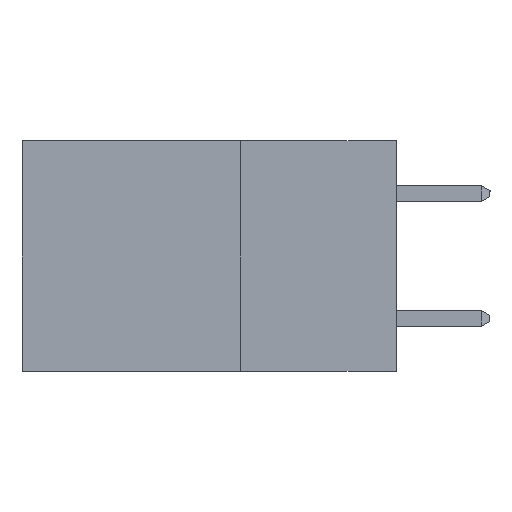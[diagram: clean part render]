
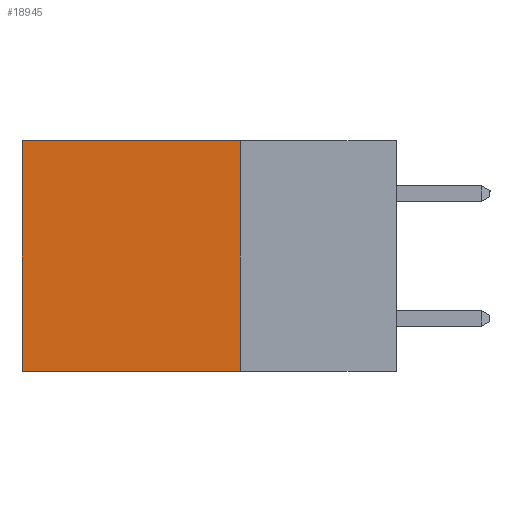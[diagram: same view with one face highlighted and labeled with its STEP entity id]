
A CAD part, left-side view. The second image highlights one B-rep face of the part: STEP entity #18945.
In plain terms, the highlighted planar face has unit normal (-1, 0, 0).
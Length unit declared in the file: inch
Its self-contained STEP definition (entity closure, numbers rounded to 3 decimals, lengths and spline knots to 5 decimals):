
#93 = LINE ( 'NONE', #12457, #5724 ) ;
#116 = DIRECTION ( 'NONE',  ( 0., 0., -1. ) ) ;
#1985 = CARTESIAN_POINT ( 'NONE',  ( 0.2615, 0.6, 0. ) ) ;
#2421 = DIRECTION ( 'NONE',  ( 0., 1., 0. ) ) ;
#2562 = VECTOR ( 'NONE', #9195, 39.37008 ) ;
#3385 = VERTEX_POINT ( 'NONE', #1985 ) ;
#4892 = EDGE_LOOP ( 'NONE', ( #21933, #19964, #25062, #10062 ) ) ;
#5171 = CARTESIAN_POINT ( 'NONE',  ( 0.2615, 0.25, 0. ) ) ;
#5614 = CARTESIAN_POINT ( 'NONE',  ( 0.2615, 0.6, -0.37 ) ) ;
#5724 = VECTOR ( 'NONE', #8461, 39.37008 ) ;
#7509 = LINE ( 'NONE', #5614, #2562 ) ;
#7618 = CARTESIAN_POINT ( 'NONE',  ( 0.2615, 0.25, -0.37 ) ) ;
#8461 = DIRECTION ( 'NONE',  ( 0., 1., 0. ) ) ;
#8990 = CARTESIAN_POINT ( 'NONE',  ( 0.2615, 0.25, -0.37 ) ) ;
#9195 = DIRECTION ( 'NONE',  ( 0., 0., -1. ) ) ;
#9843 = EDGE_CURVE ( 'NONE', #16392, #3385, #93, .T. ) ;
#10062 = ORIENTED_EDGE ( 'NONE', *, *, #9843, .T. ) ;
#10695 = FACE_OUTER_BOUND ( 'NONE', #4892, .T. ) ;
#12172 = LINE ( 'NONE', #7618, #25675 ) ;
#12457 = CARTESIAN_POINT ( 'NONE',  ( 0.2615, 0.25, 0. ) ) ;
#14655 = VECTOR ( 'NONE', #2421, 39.37008 ) ;
#16392 = VERTEX_POINT ( 'NONE', #5171 ) ;
#18151 = AXIS2_PLACEMENT_3D ( 'NONE', #26851, #26991, #116 ) ;
#18509 = PLANE ( 'NONE',  #18151 ) ;
#18945 = ADVANCED_FACE ( 'NONE', ( #10695 ), #18509, .F. ) ;
#19485 = EDGE_CURVE ( 'NONE', #20218, #26481, #25436, .T. ) ;
#19964 = ORIENTED_EDGE ( 'NONE', *, *, #19485, .F. ) ;
#20218 = VERTEX_POINT ( 'NONE', #23029 ) ;
#21500 = EDGE_CURVE ( 'NONE', #16392, #20218, #12172, .T. ) ;
#21933 = ORIENTED_EDGE ( 'NONE', *, *, #25540, .T. ) ;
#23029 = CARTESIAN_POINT ( 'NONE',  ( 0.2615, 0.25, -0.37 ) ) ;
#25062 = ORIENTED_EDGE ( 'NONE', *, *, #21500, .F. ) ;
#25095 = CARTESIAN_POINT ( 'NONE',  ( 0.2615, 0.6, -0.37 ) ) ;
#25436 = LINE ( 'NONE', #8990, #14655 ) ;
#25540 = EDGE_CURVE ( 'NONE', #3385, #26481, #7509, .T. ) ;
#25675 = VECTOR ( 'NONE', #26279, 39.37008 ) ;
#26279 = DIRECTION ( 'NONE',  ( 0., 0., -1. ) ) ;
#26481 = VERTEX_POINT ( 'NONE', #25095 ) ;
#26851 = CARTESIAN_POINT ( 'NONE',  ( 0.2615, 0.25, -0.37 ) ) ;
#26991 = DIRECTION ( 'NONE',  ( 1., 0., 0. ) ) ;
